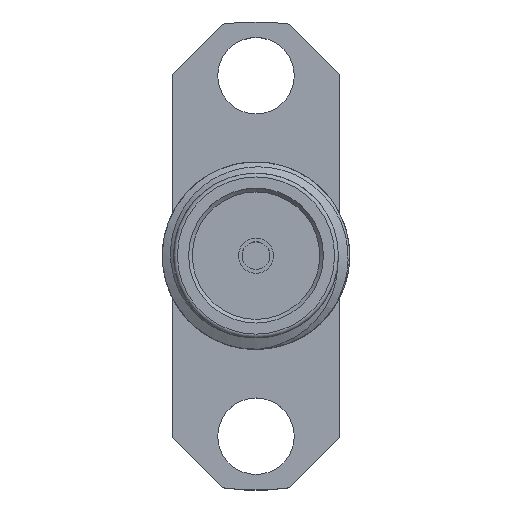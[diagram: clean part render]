
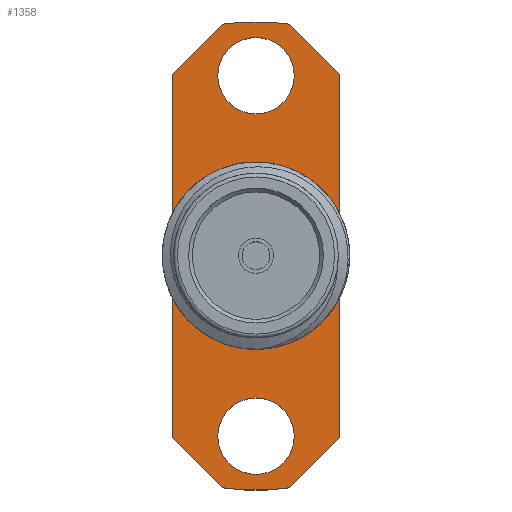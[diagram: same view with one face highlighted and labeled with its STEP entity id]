
A CAD part, top view. The second image highlights one B-rep face of the part: STEP entity #1358.
In plain terms, the highlighted planar face has unit normal (0, 0, 1).
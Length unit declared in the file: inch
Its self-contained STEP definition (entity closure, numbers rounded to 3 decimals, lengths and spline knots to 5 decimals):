
#35 = VERTEX_POINT ( 'NONE', #1002 ) ;
#41 = CARTESIAN_POINT ( 'NONE',  ( 0., 0., -0.308 ) ) ;
#50 = LINE ( 'NONE', #989, #2405 ) ;
#55 = EDGE_CURVE ( 'NONE', #1650, #1828, #452, .T. ) ;
#60 = CARTESIAN_POINT ( 'NONE',  ( -0.1115, 0.2425, -0.308 ) ) ;
#134 = CARTESIAN_POINT ( 'NONE',  ( -0.1115, -0.3125, -0.308 ) ) ;
#162 = LINE ( 'NONE', #1895, #304 ) ;
#173 = VERTEX_POINT ( 'NONE', #1253 ) ;
#203 = ORIENTED_EDGE ( 'NONE', *, *, #510, .T. ) ;
#204 = AXIS2_PLACEMENT_3D ( 'NONE', #41, #955, #2285 ) ;
#233 = PLANE ( 'NONE',  #629 ) ;
#255 = LINE ( 'NONE', #1016, #1712 ) ;
#265 = EDGE_CURVE ( 'NONE', #1268, #1268, #1791, .T. ) ;
#304 = VECTOR ( 'NONE', #569, 39.37008 ) ;
#328 = ORIENTED_EDGE ( 'NONE', *, *, #265, .F. ) ;
#377 = FACE_BOUND ( 'NONE', #409, .T. ) ;
#391 = ORIENTED_EDGE ( 'NONE', *, *, #954, .T. ) ;
#396 = VERTEX_POINT ( 'NONE', #1882 ) ;
#409 = EDGE_LOOP ( 'NONE', ( #2093 ) ) ;
#452 = LINE ( 'NONE', #2320, #1617 ) ;
#481 = ORIENTED_EDGE ( 'NONE', *, *, #994, .T. ) ;
#496 = VERTEX_POINT ( 'NONE', #1837 ) ;
#510 = EDGE_CURVE ( 'NONE', #952, #2348, #255, .T. ) ;
#544 = FACE_OUTER_BOUND ( 'NONE', #2053, .T. ) ;
#569 = DIRECTION ( 'NONE',  ( 0., 1., 0. ) ) ;
#608 = CARTESIAN_POINT ( 'NONE',  ( 0., 0.2405, -0.308 ) ) ;
#629 = AXIS2_PLACEMENT_3D ( 'NONE', #1897, #1708, #965 ) ;
#709 = DIRECTION ( 'NONE',  ( 0., 0., 1. ) ) ;
#721 = EDGE_CURVE ( 'NONE', #2348, #396, #2146, .T. ) ;
#730 = AXIS2_PLACEMENT_3D ( 'NONE', #1543, #1797, #1038 ) ;
#755 = CARTESIAN_POINT ( 'NONE',  ( 0., 0., -0.308 ) ) ;
#759 = ORIENTED_EDGE ( 'NONE', *, *, #1127, .T. ) ;
#788 = DIRECTION ( 'NONE',  ( 1., 0., 0. ) ) ;
#790 = AXIS2_PLACEMENT_3D ( 'NONE', #755, #1735, #2077 ) ;
#829 = EDGE_CURVE ( 'NONE', #35, #904, #162, .T. ) ;
#852 = ORIENTED_EDGE ( 'NONE', *, *, #55, .T. ) ;
#904 = VERTEX_POINT ( 'NONE', #1522 ) ;
#919 = VECTOR ( 'NONE', #1053, 39.37008 ) ;
#941 = CIRCLE ( 'NONE', #204, 0.3125 ) ;
#952 = VERTEX_POINT ( 'NONE', #967 ) ;
#954 = EDGE_CURVE ( 'NONE', #396, #35, #1681, .T. ) ;
#955 = DIRECTION ( 'NONE',  ( 0., 0., 1. ) ) ;
#965 = DIRECTION ( 'NONE',  ( -1., 0., 0. ) ) ;
#967 = CARTESIAN_POINT ( 'NONE',  ( -0.1115, -0.2425, -0.308 ) ) ;
#976 = DIRECTION ( 'NONE',  ( -0.707, 0.707, 0. ) ) ;
#989 = CARTESIAN_POINT ( 'NONE',  ( 0.0415, 0.3125, -0.308 ) ) ;
#994 = EDGE_CURVE ( 'NONE', #2244, #1650, #941, .T. ) ;
#1002 = CARTESIAN_POINT ( 'NONE',  ( 0.1115, -0.2425, -0.308 ) ) ;
#1016 = CARTESIAN_POINT ( 'NONE',  ( -0.0415, -0.3125, -0.308 ) ) ;
#1038 = DIRECTION ( 'NONE',  ( 1., 0., 0. ) ) ;
#1053 = DIRECTION ( 'NONE',  ( 0., -1., 0. ) ) ;
#1105 = ORIENTED_EDGE ( 'NONE', *, *, #1675, .T. ) ;
#1124 = FACE_BOUND ( 'NONE', #1610, .T. ) ;
#1127 = EDGE_CURVE ( 'NONE', #1828, #952, #1982, .T. ) ;
#1146 = CARTESIAN_POINT ( 'NONE',  ( 0.04472, 0.30928, -0.308 ) ) ;
#1152 = CARTESIAN_POINT ( 'NONE',  ( -0.04472, 0.30928, -0.308 ) ) ;
#1169 = AXIS2_PLACEMENT_3D ( 'NONE', #608, #1711, #788 ) ;
#1203 = DIRECTION ( 'NONE',  ( 0.707, -0.707, 0. ) ) ;
#1241 = VECTOR ( 'NONE', #1501, 39.37008 ) ;
#1253 = CARTESIAN_POINT ( 'NONE',  ( -0.10989, 0., -0.308 ) ) ;
#1268 = VERTEX_POINT ( 'NONE', #1807 ) ;
#1270 = ORIENTED_EDGE ( 'NONE', *, *, #1810, .F. ) ;
#1292 = FACE_BOUND ( 'NONE', #2052, .T. ) ;
#1358 = ADVANCED_FACE ( 'NONE', ( #377, #1292, #1124, #544 ), #233, .F. ) ;
#1412 = CIRCLE ( 'NONE', #790, 0.10989 ) ;
#1421 = ORIENTED_EDGE ( 'NONE', *, *, #721, .T. ) ;
#1455 = DIRECTION ( 'NONE',  ( 1., 0., 0. ) ) ;
#1501 = DIRECTION ( 'NONE',  ( 0.707, 0.707, 0. ) ) ;
#1522 = CARTESIAN_POINT ( 'NONE',  ( 0.1115, 0.2425, -0.308 ) ) ;
#1543 = CARTESIAN_POINT ( 'NONE',  ( 0., 0., -0.308 ) ) ;
#1610 = EDGE_LOOP ( 'NONE', ( #1270 ) ) ;
#1617 = VECTOR ( 'NONE', #1740, 39.37008 ) ;
#1650 = VERTEX_POINT ( 'NONE', #1152 ) ;
#1675 = EDGE_CURVE ( 'NONE', #904, #2244, #50, .T. ) ;
#1681 = LINE ( 'NONE', #2274, #1241 ) ;
#1708 = DIRECTION ( 'NONE',  ( 0., 0., -1. ) ) ;
#1711 = DIRECTION ( 'NONE',  ( 0., 0., 1. ) ) ;
#1712 = VECTOR ( 'NONE', #1203, 39.37008 ) ;
#1735 = DIRECTION ( 'NONE',  ( 0., 0., 1. ) ) ;
#1737 = EDGE_CURVE ( 'NONE', #496, #496, #2229, .T. ) ;
#1740 = DIRECTION ( 'NONE',  ( -0.707, -0.707, 0. ) ) ;
#1786 = CARTESIAN_POINT ( 'NONE',  ( 0., -0.2405, -0.308 ) ) ;
#1791 = CIRCLE ( 'NONE', #2235, 0.051 ) ;
#1797 = DIRECTION ( 'NONE',  ( 0., 0., 1. ) ) ;
#1807 = CARTESIAN_POINT ( 'NONE',  ( 0.051, -0.2405, -0.308 ) ) ;
#1810 = EDGE_CURVE ( 'NONE', #173, #173, #1412, .T. ) ;
#1828 = VERTEX_POINT ( 'NONE', #60 ) ;
#1837 = CARTESIAN_POINT ( 'NONE',  ( 0.051, 0.2405, -0.308 ) ) ;
#1878 = CARTESIAN_POINT ( 'NONE',  ( -0.04472, -0.30928, -0.308 ) ) ;
#1882 = CARTESIAN_POINT ( 'NONE',  ( 0.04472, -0.30928, -0.308 ) ) ;
#1895 = CARTESIAN_POINT ( 'NONE',  ( 0.1115, -0.3125, -0.308 ) ) ;
#1897 = CARTESIAN_POINT ( 'NONE',  ( 0., 0., -0.308 ) ) ;
#1982 = LINE ( 'NONE', #134, #919 ) ;
#2052 = EDGE_LOOP ( 'NONE', ( #328 ) ) ;
#2053 = EDGE_LOOP ( 'NONE', ( #481, #852, #759, #203, #1421, #391, #2240, #1105 ) ) ;
#2077 = DIRECTION ( 'NONE',  ( -1., 0., 0. ) ) ;
#2093 = ORIENTED_EDGE ( 'NONE', *, *, #1737, .F. ) ;
#2146 = CIRCLE ( 'NONE', #730, 0.3125 ) ;
#2229 = CIRCLE ( 'NONE', #1169, 0.051 ) ;
#2235 = AXIS2_PLACEMENT_3D ( 'NONE', #1786, #709, #1455 ) ;
#2240 = ORIENTED_EDGE ( 'NONE', *, *, #829, .T. ) ;
#2244 = VERTEX_POINT ( 'NONE', #1146 ) ;
#2274 = CARTESIAN_POINT ( 'NONE',  ( 0.1115, -0.2425, -0.308 ) ) ;
#2285 = DIRECTION ( 'NONE',  ( 1., 0., 0. ) ) ;
#2320 = CARTESIAN_POINT ( 'NONE',  ( -0.1115, 0.2425, -0.308 ) ) ;
#2348 = VERTEX_POINT ( 'NONE', #1878 ) ;
#2405 = VECTOR ( 'NONE', #976, 39.37008 ) ;
